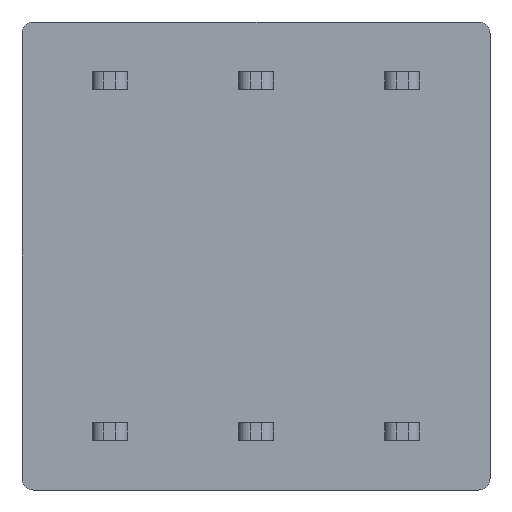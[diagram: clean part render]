
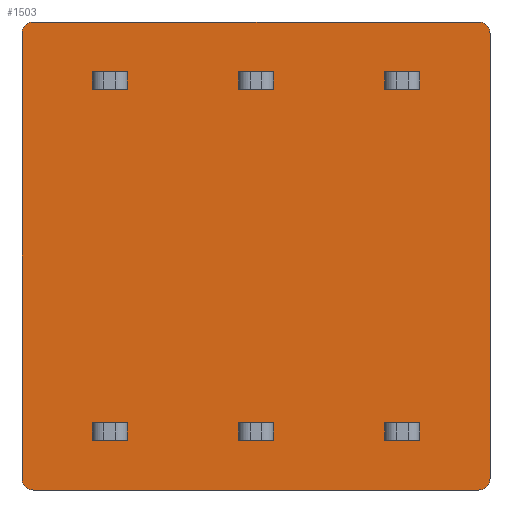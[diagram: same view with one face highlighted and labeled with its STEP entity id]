
A CAD part, front view. The second image highlights one B-rep face of the part: STEP entity #1503.
In plain terms, the highlighted planar face has unit normal (0, -1, 0).
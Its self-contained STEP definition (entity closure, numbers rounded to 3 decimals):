
#74=FACE_BOUND('',#246,.T.);
#75=FACE_BOUND('',#247,.T.);
#76=FACE_BOUND('',#248,.T.);
#77=FACE_BOUND('',#249,.T.);
#78=FACE_BOUND('',#250,.T.);
#79=FACE_BOUND('',#251,.T.);
#83=PLANE('',#1604);
#159=FACE_OUTER_BOUND('',#245,.T.);
#245=EDGE_LOOP('',(#1063,#1064,#1065,#1066,#1067,#1068,#1069,#1070));
#246=EDGE_LOOP('',(#1071,#1072,#1073,#1074));
#247=EDGE_LOOP('',(#1075,#1076,#1077,#1078));
#248=EDGE_LOOP('',(#1079,#1080,#1081,#1082));
#249=EDGE_LOOP('',(#1083,#1084,#1085,#1086));
#250=EDGE_LOOP('',(#1087,#1088,#1089,#1090));
#251=EDGE_LOOP('',(#1091,#1092,#1093,#1094));
#338=LINE('',#2186,#506);
#341=LINE('',#2192,#509);
#342=LINE('',#2196,#510);
#343=LINE('',#2200,#511);
#344=LINE('',#2204,#512);
#345=LINE('',#2206,#513);
#346=LINE('',#2208,#514);
#347=LINE('',#2209,#515);
#348=LINE('',#2212,#516);
#349=LINE('',#2214,#517);
#350=LINE('',#2216,#518);
#351=LINE('',#2217,#519);
#352=LINE('',#2220,#520);
#353=LINE('',#2222,#521);
#354=LINE('',#2224,#522);
#355=LINE('',#2225,#523);
#356=LINE('',#2228,#524);
#357=LINE('',#2230,#525);
#358=LINE('',#2232,#526);
#359=LINE('',#2233,#527);
#360=LINE('',#2236,#528);
#361=LINE('',#2238,#529);
#362=LINE('',#2240,#530);
#363=LINE('',#2241,#531);
#364=LINE('',#2244,#532);
#365=LINE('',#2246,#533);
#366=LINE('',#2248,#534);
#367=LINE('',#2249,#535);
#506=VECTOR('',#1740,10.);
#509=VECTOR('',#1745,10.);
#510=VECTOR('',#1748,10.);
#511=VECTOR('',#1751,10.);
#512=VECTOR('',#1754,10.);
#513=VECTOR('',#1755,10.);
#514=VECTOR('',#1756,10.);
#515=VECTOR('',#1757,10.);
#516=VECTOR('',#1758,10.);
#517=VECTOR('',#1759,10.);
#518=VECTOR('',#1760,10.);
#519=VECTOR('',#1761,10.);
#520=VECTOR('',#1762,10.);
#521=VECTOR('',#1763,10.);
#522=VECTOR('',#1764,10.);
#523=VECTOR('',#1765,10.);
#524=VECTOR('',#1766,10.);
#525=VECTOR('',#1767,10.);
#526=VECTOR('',#1768,10.);
#527=VECTOR('',#1769,10.);
#528=VECTOR('',#1770,10.);
#529=VECTOR('',#1771,10.);
#530=VECTOR('',#1772,10.);
#531=VECTOR('',#1773,10.);
#532=VECTOR('',#1774,10.);
#533=VECTOR('',#1775,10.);
#534=VECTOR('',#1776,10.);
#535=VECTOR('',#1777,10.);
#672=CIRCLE('',#1599,0.2);
#674=CIRCLE('',#1605,0.2);
#675=CIRCLE('',#1606,0.2);
#676=CIRCLE('',#1607,0.2);
#704=VERTEX_POINT('',#2148);
#705=VERTEX_POINT('',#2149);
#709=VERTEX_POINT('',#2185);
#711=VERTEX_POINT('',#2191);
#712=VERTEX_POINT('',#2193);
#713=VERTEX_POINT('',#2195);
#714=VERTEX_POINT('',#2197);
#715=VERTEX_POINT('',#2199);
#716=VERTEX_POINT('',#2202);
#717=VERTEX_POINT('',#2203);
#718=VERTEX_POINT('',#2205);
#719=VERTEX_POINT('',#2207);
#720=VERTEX_POINT('',#2210);
#721=VERTEX_POINT('',#2211);
#722=VERTEX_POINT('',#2213);
#723=VERTEX_POINT('',#2215);
#724=VERTEX_POINT('',#2218);
#725=VERTEX_POINT('',#2219);
#726=VERTEX_POINT('',#2221);
#727=VERTEX_POINT('',#2223);
#728=VERTEX_POINT('',#2226);
#729=VERTEX_POINT('',#2227);
#730=VERTEX_POINT('',#2229);
#731=VERTEX_POINT('',#2231);
#732=VERTEX_POINT('',#2234);
#733=VERTEX_POINT('',#2235);
#734=VERTEX_POINT('',#2237);
#735=VERTEX_POINT('',#2239);
#736=VERTEX_POINT('',#2242);
#737=VERTEX_POINT('',#2243);
#738=VERTEX_POINT('',#2245);
#739=VERTEX_POINT('',#2247);
#840=EDGE_CURVE('',#704,#705,#672,.T.);
#846=EDGE_CURVE('',#709,#705,#338,.T.);
#849=EDGE_CURVE('',#704,#711,#341,.T.);
#850=EDGE_CURVE('',#712,#711,#674,.T.);
#851=EDGE_CURVE('',#712,#713,#342,.T.);
#852=EDGE_CURVE('',#714,#713,#675,.T.);
#853=EDGE_CURVE('',#714,#715,#343,.T.);
#854=EDGE_CURVE('',#709,#715,#676,.T.);
#855=EDGE_CURVE('',#716,#717,#344,.T.);
#856=EDGE_CURVE('',#717,#718,#345,.T.);
#857=EDGE_CURVE('',#718,#719,#346,.T.);
#858=EDGE_CURVE('',#719,#716,#347,.T.);
#859=EDGE_CURVE('',#720,#721,#348,.T.);
#860=EDGE_CURVE('',#721,#722,#349,.T.);
#861=EDGE_CURVE('',#722,#723,#350,.T.);
#862=EDGE_CURVE('',#723,#720,#351,.T.);
#863=EDGE_CURVE('',#724,#725,#352,.T.);
#864=EDGE_CURVE('',#725,#726,#353,.T.);
#865=EDGE_CURVE('',#726,#727,#354,.T.);
#866=EDGE_CURVE('',#727,#724,#355,.T.);
#867=EDGE_CURVE('',#728,#729,#356,.T.);
#868=EDGE_CURVE('',#729,#730,#357,.T.);
#869=EDGE_CURVE('',#730,#731,#358,.T.);
#870=EDGE_CURVE('',#731,#728,#359,.T.);
#871=EDGE_CURVE('',#732,#733,#360,.T.);
#872=EDGE_CURVE('',#733,#734,#361,.T.);
#873=EDGE_CURVE('',#734,#735,#362,.T.);
#874=EDGE_CURVE('',#735,#732,#363,.T.);
#875=EDGE_CURVE('',#736,#737,#364,.T.);
#876=EDGE_CURVE('',#737,#738,#365,.T.);
#877=EDGE_CURVE('',#738,#739,#366,.T.);
#878=EDGE_CURVE('',#739,#736,#367,.T.);
#1063=ORIENTED_EDGE('',*,*,#840,.F.);
#1064=ORIENTED_EDGE('',*,*,#849,.T.);
#1065=ORIENTED_EDGE('',*,*,#850,.F.);
#1066=ORIENTED_EDGE('',*,*,#851,.T.);
#1067=ORIENTED_EDGE('',*,*,#852,.F.);
#1068=ORIENTED_EDGE('',*,*,#853,.T.);
#1069=ORIENTED_EDGE('',*,*,#854,.F.);
#1070=ORIENTED_EDGE('',*,*,#846,.T.);
#1071=ORIENTED_EDGE('',*,*,#855,.T.);
#1072=ORIENTED_EDGE('',*,*,#856,.T.);
#1073=ORIENTED_EDGE('',*,*,#857,.T.);
#1074=ORIENTED_EDGE('',*,*,#858,.T.);
#1075=ORIENTED_EDGE('',*,*,#859,.T.);
#1076=ORIENTED_EDGE('',*,*,#860,.T.);
#1077=ORIENTED_EDGE('',*,*,#861,.T.);
#1078=ORIENTED_EDGE('',*,*,#862,.T.);
#1079=ORIENTED_EDGE('',*,*,#863,.T.);
#1080=ORIENTED_EDGE('',*,*,#864,.T.);
#1081=ORIENTED_EDGE('',*,*,#865,.T.);
#1082=ORIENTED_EDGE('',*,*,#866,.T.);
#1083=ORIENTED_EDGE('',*,*,#867,.T.);
#1084=ORIENTED_EDGE('',*,*,#868,.T.);
#1085=ORIENTED_EDGE('',*,*,#869,.T.);
#1086=ORIENTED_EDGE('',*,*,#870,.T.);
#1087=ORIENTED_EDGE('',*,*,#871,.T.);
#1088=ORIENTED_EDGE('',*,*,#872,.T.);
#1089=ORIENTED_EDGE('',*,*,#873,.T.);
#1090=ORIENTED_EDGE('',*,*,#874,.T.);
#1091=ORIENTED_EDGE('',*,*,#875,.T.);
#1092=ORIENTED_EDGE('',*,*,#876,.T.);
#1093=ORIENTED_EDGE('',*,*,#877,.T.);
#1094=ORIENTED_EDGE('',*,*,#878,.T.);
#1503=ADVANCED_FACE('',(#159,#74,#75,#76,#77,#78,#79),#83,.F.);
#1599=AXIS2_PLACEMENT_3D('',#2150,#1728,#1729);
#1604=AXIS2_PLACEMENT_3D('',#2190,#1743,#1744);
#1605=AXIS2_PLACEMENT_3D('',#2194,#1746,#1747);
#1606=AXIS2_PLACEMENT_3D('',#2198,#1749,#1750);
#1607=AXIS2_PLACEMENT_3D('',#2201,#1752,#1753);
#1728=DIRECTION('center_axis',(0.,1.,0.));
#1729=DIRECTION('ref_axis',(-0.707,0.,-0.707));
#1740=DIRECTION('',(0.,0.,-1.));
#1743=DIRECTION('center_axis',(0.,1.,0.));
#1744=DIRECTION('ref_axis',(1.,0.,0.));
#1745=DIRECTION('',(1.,0.,0.));
#1746=DIRECTION('center_axis',(0.,1.,0.));
#1747=DIRECTION('ref_axis',(0.707,0.,-0.707));
#1748=DIRECTION('',(0.,0.,1.));
#1749=DIRECTION('center_axis',(0.,1.,0.));
#1750=DIRECTION('ref_axis',(0.707,0.,0.707));
#1751=DIRECTION('',(-1.,0.,0.));
#1752=DIRECTION('center_axis',(0.,1.,0.));
#1753=DIRECTION('ref_axis',(-0.707,0.,0.707));
#1754=DIRECTION('',(0.,0.,1.));
#1755=DIRECTION('',(1.,0.,0.));
#1756=DIRECTION('',(0.,0.,-1.));
#1757=DIRECTION('',(-1.,0.,0.));
#1758=DIRECTION('',(0.,0.,-1.));
#1759=DIRECTION('',(-1.,0.,0.));
#1760=DIRECTION('',(0.,0.,1.));
#1761=DIRECTION('',(1.,0.,0.));
#1762=DIRECTION('',(0.,0.,-1.));
#1763=DIRECTION('',(-1.,0.,0.));
#1764=DIRECTION('',(0.,0.,1.));
#1765=DIRECTION('',(1.,0.,0.));
#1766=DIRECTION('',(0.,0.,1.));
#1767=DIRECTION('',(1.,0.,0.));
#1768=DIRECTION('',(0.,0.,-1.));
#1769=DIRECTION('',(-1.,0.,0.));
#1770=DIRECTION('',(0.,0.,-1.));
#1771=DIRECTION('',(-1.,0.,0.));
#1772=DIRECTION('',(0.,0.,1.));
#1773=DIRECTION('',(1.,0.,0.));
#1774=DIRECTION('',(-1.,0.,0.));
#1775=DIRECTION('',(0.,0.,1.));
#1776=DIRECTION('',(1.,0.,0.));
#1777=DIRECTION('',(0.,0.,-1.));
#2148=CARTESIAN_POINT('',(-3.8,0.,-4.));
#2149=CARTESIAN_POINT('',(-4.,0.,-3.8));
#2150=CARTESIAN_POINT('Origin',(-3.8,0.,-3.8));
#2185=CARTESIAN_POINT('',(-4.,0.,3.8));
#2186=CARTESIAN_POINT('',(-4.,0.,4.));
#2190=CARTESIAN_POINT('Origin',(0.,0.,0.));
#2191=CARTESIAN_POINT('',(3.8,0.,-4.));
#2192=CARTESIAN_POINT('',(-4.,0.,-4.));
#2193=CARTESIAN_POINT('',(4.,0.,-3.8));
#2194=CARTESIAN_POINT('Origin',(3.8,0.,-3.8));
#2195=CARTESIAN_POINT('',(4.,0.,3.8));
#2196=CARTESIAN_POINT('',(4.,0.,-4.));
#2197=CARTESIAN_POINT('',(3.8,0.,4.));
#2198=CARTESIAN_POINT('Origin',(3.8,0.,3.8));
#2199=CARTESIAN_POINT('',(-3.8,0.,4.));
#2200=CARTESIAN_POINT('',(4.,0.,4.));
#2201=CARTESIAN_POINT('Origin',(-3.8,0.,3.8));
#2202=CARTESIAN_POINT('',(2.2,0.,2.85));
#2203=CARTESIAN_POINT('',(2.2,0.,3.15));
#2204=CARTESIAN_POINT('',(2.2,0.,1.575));
#2205=CARTESIAN_POINT('',(2.8,0.,3.15));
#2206=CARTESIAN_POINT('',(1.4,0.,3.15));
#2207=CARTESIAN_POINT('',(2.8,0.,2.85));
#2208=CARTESIAN_POINT('',(2.8,0.,1.425));
#2209=CARTESIAN_POINT('',(1.1,0.,2.85));
#2210=CARTESIAN_POINT('',(0.3,0.,-2.85));
#2211=CARTESIAN_POINT('',(0.3,0.,-3.15));
#2212=CARTESIAN_POINT('',(0.3,0.,-1.575));
#2213=CARTESIAN_POINT('',(-0.3,0.,-3.15));
#2214=CARTESIAN_POINT('',(-0.15,0.,-3.15));
#2215=CARTESIAN_POINT('',(-0.3,0.,-2.85));
#2216=CARTESIAN_POINT('',(-0.3,0.,-1.425));
#2217=CARTESIAN_POINT('',(0.15,0.,-2.85));
#2218=CARTESIAN_POINT('',(-2.2,0.,-2.85));
#2219=CARTESIAN_POINT('',(-2.2,0.,-3.15));
#2220=CARTESIAN_POINT('',(-2.2,0.,-1.575));
#2221=CARTESIAN_POINT('',(-2.8,0.,-3.15));
#2222=CARTESIAN_POINT('',(-1.4,0.,-3.15));
#2223=CARTESIAN_POINT('',(-2.8,0.,-2.85));
#2224=CARTESIAN_POINT('',(-2.8,0.,-1.425));
#2225=CARTESIAN_POINT('',(-1.1,0.,-2.85));
#2226=CARTESIAN_POINT('',(-0.3,0.,2.85));
#2227=CARTESIAN_POINT('',(-0.3,0.,3.15));
#2228=CARTESIAN_POINT('',(-0.3,0.,1.575));
#2229=CARTESIAN_POINT('',(0.3,0.,3.15));
#2230=CARTESIAN_POINT('',(0.15,0.,3.15));
#2231=CARTESIAN_POINT('',(0.3,0.,2.85));
#2232=CARTESIAN_POINT('',(0.3,0.,1.425));
#2233=CARTESIAN_POINT('',(-0.15,0.,2.85));
#2234=CARTESIAN_POINT('',(2.8,0.,-2.85));
#2235=CARTESIAN_POINT('',(2.8,0.,-3.15));
#2236=CARTESIAN_POINT('',(2.8,0.,-1.575));
#2237=CARTESIAN_POINT('',(2.2,0.,-3.15));
#2238=CARTESIAN_POINT('',(1.1,0.,-3.15));
#2239=CARTESIAN_POINT('',(2.2,0.,-2.85));
#2240=CARTESIAN_POINT('',(2.2,0.,-1.425));
#2241=CARTESIAN_POINT('',(1.4,0.,-2.85));
#2242=CARTESIAN_POINT('',(-2.2,0.,2.85));
#2243=CARTESIAN_POINT('',(-2.8,0.,2.85));
#2244=CARTESIAN_POINT('',(-1.4,0.,2.85));
#2245=CARTESIAN_POINT('',(-2.8,0.,3.15));
#2246=CARTESIAN_POINT('',(-2.8,0.,1.575));
#2247=CARTESIAN_POINT('',(-2.2,0.,3.15));
#2248=CARTESIAN_POINT('',(-1.1,0.,3.15));
#2249=CARTESIAN_POINT('',(-2.2,0.,1.425));
